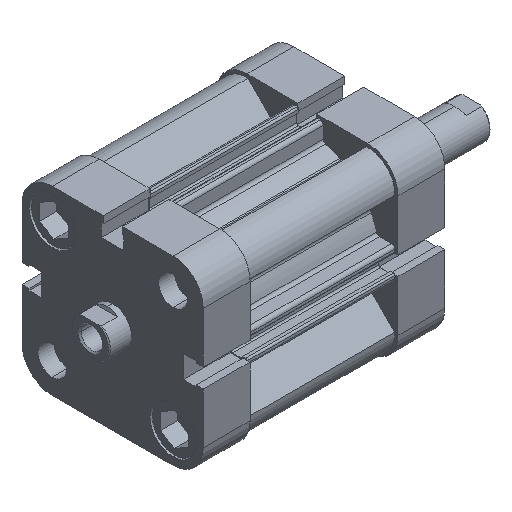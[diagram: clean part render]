
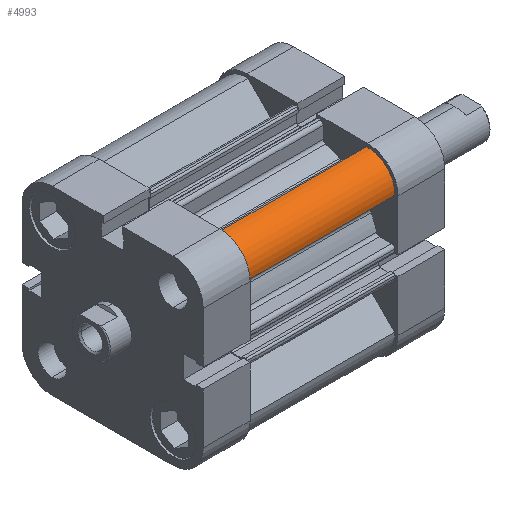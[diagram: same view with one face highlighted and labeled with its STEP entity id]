
A CAD part, isometric view. The second image highlights one B-rep face of the part: STEP entity #4993.
In plain terms, the highlighted cylindrical face has radius 8.5 mm (diameter 17 mm), a partial arc.
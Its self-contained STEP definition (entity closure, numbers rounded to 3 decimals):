
#338 = CIRCLE ( 'NONE', #1927, 8.5 ) ;
#462 = LINE ( 'NONE', #6572, #463 ) ;
#463 = VECTOR ( 'NONE', #6573, 1000. ) ;
#485 = LINE ( 'NONE', #6598, #489 ) ;
#489 = VECTOR ( 'NONE', #6601, 1000. ) ;
#644 = CIRCLE ( 'NONE', #1986, 8.5 ) ;
#1362 = EDGE_CURVE ( 'NONE', #5639, #5642, #338, .T. ) ;
#1427 = EDGE_CURVE ( 'NONE', #5639, #5363, #462, .T. ) ;
#1441 = EDGE_CURVE ( 'NONE', #5642, #5362, #485, .T. ) ;
#1546 = EDGE_CURVE ( 'NONE', #5363, #5362, #644, .T. ) ;
#1927 = AXIS2_PLACEMENT_3D ( 'NONE', #6368, #6375, #6376 ) ;
#1986 = AXIS2_PLACEMENT_3D ( 'NONE', #6856, #6867, #6868 ) ;
#2146 = AXIS2_PLACEMENT_3D ( 'NONE', #3798, #3799, #3800 ) ;
#3143 = ORIENTED_EDGE ( 'NONE', *, *, #1427, .T. ) ;
#3144 = ORIENTED_EDGE ( 'NONE', *, *, #1362, .F. ) ;
#3145 = ORIENTED_EDGE ( 'NONE', *, *, #1441, .F. ) ;
#3146 = ORIENTED_EDGE ( 'NONE', *, *, #1546, .T. ) ;
#3493 = FACE_OUTER_BOUND ( 'NONE', #7865, .T. ) ;
#3496 = CYLINDRICAL_SURFACE ( 'NONE', #2146, 8.5 ) ;
#3798 = CARTESIAN_POINT ( 'NONE',  ( 19., -19., 46.5 ) ) ;
#3799 = DIRECTION ( 'NONE',  ( 0., 0., -1. ) ) ;
#3800 = DIRECTION ( 'NONE',  ( -1., 0., 0. ) ) ;
#4463 = CARTESIAN_POINT ( 'NONE',  ( 27.493, -18.654, 0. ) ) ;
#4464 = CARTESIAN_POINT ( 'NONE',  ( 18.654, -27.493, 0. ) ) ;
#4740 = CARTESIAN_POINT ( 'NONE',  ( 18.654, -27.493, 46.5 ) ) ;
#4743 = CARTESIAN_POINT ( 'NONE',  ( 27.493, -18.654, 46.5 ) ) ;
#4993 = ADVANCED_FACE ( 'NONE', ( #3493 ), #3496, .T. ) ;
#5362 = VERTEX_POINT ( 'NONE', #4463 ) ;
#5363 = VERTEX_POINT ( 'NONE', #4464 ) ;
#5639 = VERTEX_POINT ( 'NONE', #4740 ) ;
#5642 = VERTEX_POINT ( 'NONE', #4743 ) ;
#6368 = CARTESIAN_POINT ( 'NONE',  ( 19., -19., 46.5 ) ) ;
#6375 = DIRECTION ( 'NONE',  ( 0., 0., 1. ) ) ;
#6376 = DIRECTION ( 'NONE',  ( -1., 0., 0. ) ) ;
#6572 = CARTESIAN_POINT ( 'NONE',  ( 18.654, -27.493, 46.5 ) ) ;
#6573 = DIRECTION ( 'NONE',  ( 0., 0., -1. ) ) ;
#6598 = CARTESIAN_POINT ( 'NONE',  ( 27.493, -18.654, 46.5 ) ) ;
#6601 = DIRECTION ( 'NONE',  ( 0., 0., -1. ) ) ;
#6856 = CARTESIAN_POINT ( 'NONE',  ( 19., -19., 0. ) ) ;
#6867 = DIRECTION ( 'NONE',  ( 0., 0., 1. ) ) ;
#6868 = DIRECTION ( 'NONE',  ( -1., 0., 0. ) ) ;
#7865 = EDGE_LOOP ( 'NONE', ( #3146, #3145, #3144, #3143 ) ) ;
